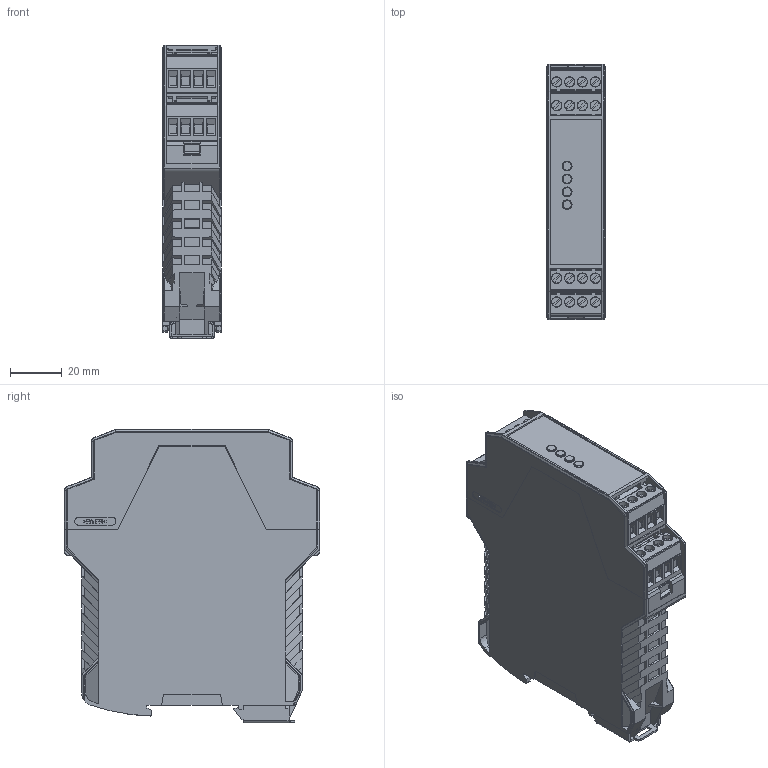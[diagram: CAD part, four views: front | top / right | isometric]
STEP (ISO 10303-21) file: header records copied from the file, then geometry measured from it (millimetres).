
FILE_DESCRIPTION(/* description */ (''),/* implementation_level */ '2;1');
FILE_NAME(/* name */ '3D_SRCES.stp',/* time_stamp */ '2025-04-08T14:08:16+02:00',/* author */ (''),/* organization */ (''),/* preprocessor_version */ 'ST-DEVELOPER v16.7',/* originating_system */ 'SIEMENS PLM Software NX 12.0',/* authorisation */ '');
FILE_SCHEMA (('AP203_CONFIGURATION_CONTROLLED_3D_DESIGN_OF_MECHANICAL_PARTS_AND_ASSEMBLIES_MIM_LF { 1 0 10303 403 2 1 2}'));
Length unit declared in the file: millimetre
Products named in the file (1): Pulc1F140B5Fe4y3
Bounding box: 22.7 x 99 x 113.8 mm (x, y, z)
Volume: 204830.1 mm3; surface area: 36882.6 mm2
Topology: 1 solids, 7 shells, 1482 faces, 3972 edges, 2565 vertices
Faces by surface type: plane 1151, cylinder 260, bspline 22, cone 18, torus 16, extrusion 14, sphere 1
Full cylindrical faces by diameter (mm): 3.5 x1, 3.8 x4
Entity records: 46068 total; most frequent: CARTESIAN_POINT 8623, ORIENTED_EDGE 7912, DIRECTION 7475, EDGE_CURVE 3956, VECTOR 3247, LINE 3233, VERTEX_POINT 2558, AXIS2_PLACEMENT_3D 2114
